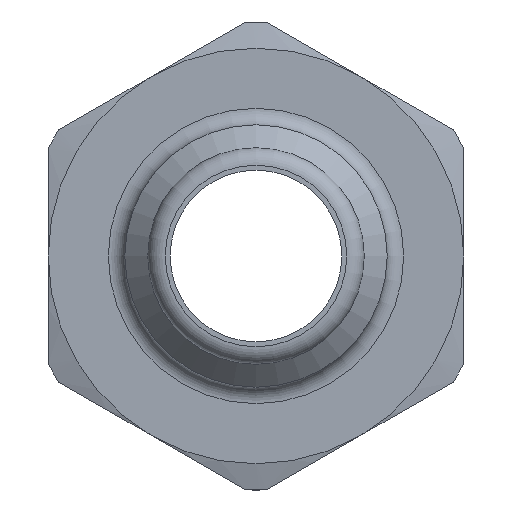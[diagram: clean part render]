
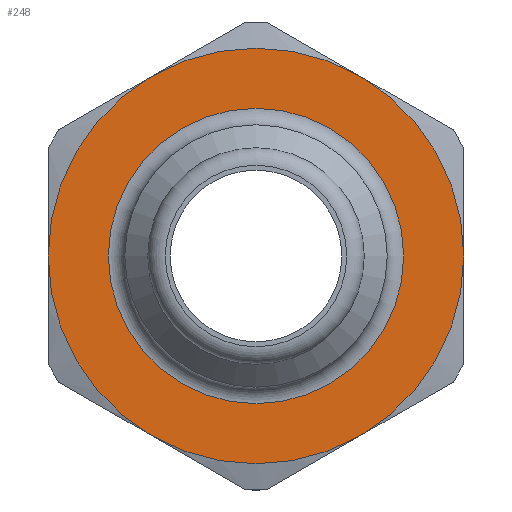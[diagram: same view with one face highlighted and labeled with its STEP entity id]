
A CAD part, left-side view. The second image highlights one B-rep face of the part: STEP entity #248.
In plain terms, the highlighted planar face has unit normal (-1, 0, 0).
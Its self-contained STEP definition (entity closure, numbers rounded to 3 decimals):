
#152=CARTESIAN_POINT('',(20.0,6.75,0.));
#153=VERTEX_POINT('',#152);
#154=CARTESIAN_POINT('',(20.0,0.0,0.0));
#155=DIRECTION('',(-1.0,0.0,0.0));
#156=DIRECTION('',(0.0,-1.0,0.0));
#157=AXIS2_PLACEMENT_3D('',#154,#155,#156);
#158=CIRCLE('',#157,6.75);
#159=EDGE_CURVE('',#153,#153,#158,.T.);
#184=CARTESIAN_POINT('',(20.0,7.75,0.0));
#185=DIRECTION('',(-1.0,0.0,0.0));
#186=DIRECTION('',(0.0,0.0,1.0));
#187=AXIS2_PLACEMENT_3D('',#184,#185,#186);
#188=PLANE('',#187);
#189=CARTESIAN_POINT('',(20.0,9.5,0.0));
#190=VERTEX_POINT('',#189);
#191=CARTESIAN_POINT('',(20.0,4.75,8.227));
#192=VERTEX_POINT('',#191);
#193=CARTESIAN_POINT('',(20.0,0.0,0.0));
#194=DIRECTION('',(1.0,0.0,0.0));
#195=DIRECTION('',(0.0,1.0,0.0));
#196=AXIS2_PLACEMENT_3D('',#193,#194,#195);
#197=CIRCLE('',#196,9.5);
#198=EDGE_CURVE('',#190,#192,#197,.T.);
#199=ORIENTED_EDGE('',*,*,#198,.F.);
#200=CARTESIAN_POINT('',(20.0,4.75,-8.227));
#201=VERTEX_POINT('',#200);
#202=CARTESIAN_POINT('',(20.0,0.0,0.0));
#203=DIRECTION('',(1.0,0.0,0.0));
#204=DIRECTION('',(0.0,1.0,0.0));
#205=AXIS2_PLACEMENT_3D('',#202,#203,#204);
#206=CIRCLE('',#205,9.5);
#207=EDGE_CURVE('',#201,#190,#206,.T.);
#208=ORIENTED_EDGE('',*,*,#207,.F.);
#209=CARTESIAN_POINT('',(20.0,-4.75,-8.227));
#210=VERTEX_POINT('',#209);
#211=CARTESIAN_POINT('',(20.0,0.0,0.0));
#212=DIRECTION('',(1.0,0.0,0.0));
#213=DIRECTION('',(0.0,1.0,0.0));
#214=AXIS2_PLACEMENT_3D('',#211,#212,#213);
#215=CIRCLE('',#214,9.5);
#216=EDGE_CURVE('',#210,#201,#215,.T.);
#217=ORIENTED_EDGE('',*,*,#216,.F.);
#218=CARTESIAN_POINT('',(20.0,-9.5,0.));
#219=VERTEX_POINT('',#218);
#220=CARTESIAN_POINT('',(20.0,0.0,0.0));
#221=DIRECTION('',(1.0,0.0,0.0));
#222=DIRECTION('',(0.0,1.0,0.0));
#223=AXIS2_PLACEMENT_3D('',#220,#221,#222);
#224=CIRCLE('',#223,9.5);
#225=EDGE_CURVE('',#219,#210,#224,.T.);
#226=ORIENTED_EDGE('',*,*,#225,.F.);
#227=CARTESIAN_POINT('',(20.0,-4.75,8.227));
#228=VERTEX_POINT('',#227);
#229=CARTESIAN_POINT('',(20.0,0.0,0.0));
#230=DIRECTION('',(1.0,0.0,0.0));
#231=DIRECTION('',(0.0,1.0,0.0));
#232=AXIS2_PLACEMENT_3D('',#229,#230,#231);
#233=CIRCLE('',#232,9.5);
#234=EDGE_CURVE('',#228,#219,#233,.T.);
#235=ORIENTED_EDGE('',*,*,#234,.F.);
#236=CARTESIAN_POINT('',(20.0,0.0,0.0));
#237=DIRECTION('',(1.0,0.0,0.0));
#238=DIRECTION('',(0.0,1.0,0.0));
#239=AXIS2_PLACEMENT_3D('',#236,#237,#238);
#240=CIRCLE('',#239,9.5);
#241=EDGE_CURVE('',#192,#228,#240,.T.);
#242=ORIENTED_EDGE('',*,*,#241,.F.);
#243=EDGE_LOOP('',(#199,#208,#217,#226,#235,#242));
#244=FACE_OUTER_BOUND('',#243,.T.);
#245=ORIENTED_EDGE('',*,*,#159,.F.);
#246=EDGE_LOOP('',(#245));
#247=FACE_BOUND('',#246,.T.);
#248=ADVANCED_FACE('',(#244,#247),#188,.T.);
